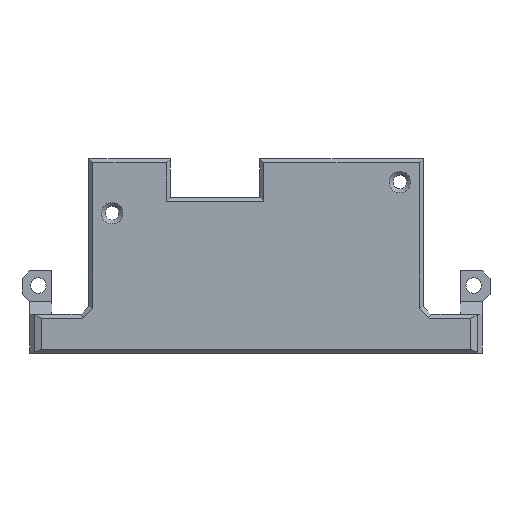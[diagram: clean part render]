
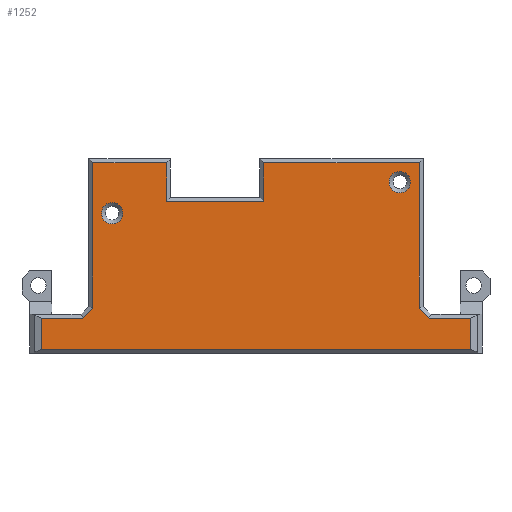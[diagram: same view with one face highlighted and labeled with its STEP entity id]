
A CAD part, top view. The second image highlights one B-rep face of the part: STEP entity #1252.
In plain terms, the highlighted planar face has unit normal (0, 0, 1).
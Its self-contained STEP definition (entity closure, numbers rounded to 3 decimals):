
#21=FACE_BOUND('',#165,.T.);
#22=FACE_BOUND('',#166,.T.);
#31=PLANE('',#1337);
#96=FACE_OUTER_BOUND('',#164,.T.);
#164=EDGE_LOOP('',(#893,#894,#895,#896,#897,#898,#899,#900,#901,#902,#903,
#904,#905,#906));
#165=EDGE_LOOP('',(#907));
#166=EDGE_LOOP('',(#908));
#242=LINE('',#1752,#414);
#243=LINE('',#1754,#415);
#244=LINE('',#1756,#416);
#245=LINE('',#1758,#417);
#246=LINE('',#1760,#418);
#247=LINE('',#1762,#419);
#248=LINE('',#1764,#420);
#249=LINE('',#1766,#421);
#250=LINE('',#1768,#422);
#251=LINE('',#1770,#423);
#252=LINE('',#1772,#424);
#253=LINE('',#1774,#425);
#254=LINE('',#1776,#426);
#255=LINE('',#1777,#427);
#414=VECTOR('',#1424,10.);
#415=VECTOR('',#1425,10.);
#416=VECTOR('',#1426,10.);
#417=VECTOR('',#1427,10.);
#418=VECTOR('',#1428,10.);
#419=VECTOR('',#1429,10.);
#420=VECTOR('',#1430,10.);
#421=VECTOR('',#1431,10.);
#422=VECTOR('',#1432,10.);
#423=VECTOR('',#1433,10.);
#424=VECTOR('',#1434,10.);
#425=VECTOR('',#1435,10.);
#426=VECTOR('',#1436,10.);
#427=VECTOR('',#1437,10.);
#585=CIRCLE('',#1335,2.75);
#587=CIRCLE('',#1338,2.75);
#593=VERTEX_POINT('',#1744);
#595=VERTEX_POINT('',#1750);
#596=VERTEX_POINT('',#1751);
#597=VERTEX_POINT('',#1753);
#598=VERTEX_POINT('',#1755);
#599=VERTEX_POINT('',#1757);
#600=VERTEX_POINT('',#1759);
#601=VERTEX_POINT('',#1761);
#602=VERTEX_POINT('',#1763);
#603=VERTEX_POINT('',#1765);
#604=VERTEX_POINT('',#1767);
#605=VERTEX_POINT('',#1769);
#606=VERTEX_POINT('',#1771);
#607=VERTEX_POINT('',#1773);
#608=VERTEX_POINT('',#1775);
#609=VERTEX_POINT('',#1778);
#709=EDGE_CURVE('',#593,#593,#585,.T.);
#712=EDGE_CURVE('',#595,#596,#242,.T.);
#713=EDGE_CURVE('',#597,#595,#243,.T.);
#714=EDGE_CURVE('',#598,#597,#244,.T.);
#715=EDGE_CURVE('',#599,#598,#245,.T.);
#716=EDGE_CURVE('',#600,#599,#246,.T.);
#717=EDGE_CURVE('',#601,#600,#247,.T.);
#718=EDGE_CURVE('',#602,#601,#248,.T.);
#719=EDGE_CURVE('',#603,#602,#249,.T.);
#720=EDGE_CURVE('',#604,#603,#250,.T.);
#721=EDGE_CURVE('',#605,#604,#251,.T.);
#722=EDGE_CURVE('',#606,#605,#252,.T.);
#723=EDGE_CURVE('',#607,#606,#253,.T.);
#724=EDGE_CURVE('',#608,#607,#254,.T.);
#725=EDGE_CURVE('',#596,#608,#255,.T.);
#726=EDGE_CURVE('',#609,#609,#587,.T.);
#893=ORIENTED_EDGE('',*,*,#712,.F.);
#894=ORIENTED_EDGE('',*,*,#713,.F.);
#895=ORIENTED_EDGE('',*,*,#714,.F.);
#896=ORIENTED_EDGE('',*,*,#715,.F.);
#897=ORIENTED_EDGE('',*,*,#716,.F.);
#898=ORIENTED_EDGE('',*,*,#717,.F.);
#899=ORIENTED_EDGE('',*,*,#718,.F.);
#900=ORIENTED_EDGE('',*,*,#719,.F.);
#901=ORIENTED_EDGE('',*,*,#720,.F.);
#902=ORIENTED_EDGE('',*,*,#721,.F.);
#903=ORIENTED_EDGE('',*,*,#722,.F.);
#904=ORIENTED_EDGE('',*,*,#723,.F.);
#905=ORIENTED_EDGE('',*,*,#724,.F.);
#906=ORIENTED_EDGE('',*,*,#725,.F.);
#907=ORIENTED_EDGE('',*,*,#726,.F.);
#908=ORIENTED_EDGE('',*,*,#709,.F.);
#1252=ADVANCED_FACE('',(#96,#21,#22),#31,.F.);
#1335=AXIS2_PLACEMENT_3D('',#1745,#1417,#1418);
#1337=AXIS2_PLACEMENT_3D('',#1749,#1422,#1423);
#1338=AXIS2_PLACEMENT_3D('',#1779,#1438,#1439);
#1417=DIRECTION('center_axis',(0.,0.,1.));
#1418=DIRECTION('ref_axis',(1.,0.,0.));
#1422=DIRECTION('center_axis',(0.,0.,-1.));
#1423=DIRECTION('ref_axis',(1.,0.,0.));
#1424=DIRECTION('',(-1.,0.,0.));
#1425=DIRECTION('',(0.,-1.,0.));
#1426=DIRECTION('',(1.,0.,0.));
#1427=DIRECTION('',(0.707,-0.707,0.));
#1428=DIRECTION('',(0.,-1.,0.));
#1429=DIRECTION('',(1.,0.,0.));
#1430=DIRECTION('',(0.,1.,0.));
#1431=DIRECTION('',(1.,0.,0.));
#1432=DIRECTION('',(0.,-1.,0.));
#1433=DIRECTION('',(1.,0.,0.));
#1434=DIRECTION('',(0.,1.,0.));
#1435=DIRECTION('',(0.707,0.707,0.));
#1436=DIRECTION('',(1.,0.,0.));
#1437=DIRECTION('',(0.,1.,0.));
#1438=DIRECTION('center_axis',(0.,0.,1.));
#1439=DIRECTION('ref_axis',(1.,0.,0.));
#1744=CARTESIAN_POINT('',(1.25,34.,0.));
#1745=CARTESIAN_POINT('Origin',(4.,34.,0.));
#1749=CARTESIAN_POINT('Origin',(41.,23.,0.));
#1750=CARTESIAN_POINT('',(96.2,-1.,0.));
#1751=CARTESIAN_POINT('',(-14.2,-1.,0.));
#1752=CARTESIAN_POINT('',(62.5,-1.,0.));
#1753=CARTESIAN_POINT('',(96.2,7.,0.));
#1754=CARTESIAN_POINT('',(96.2,15.05,0.));
#1755=CARTESIAN_POINT('',(85.586,7.,0.));
#1756=CARTESIAN_POINT('',(67.25,7.,0.));
#1757=CARTESIAN_POINT('',(83.,9.586,0.));
#1758=CARTESIAN_POINT('',(69.793,22.793,0.));
#1759=CARTESIAN_POINT('',(83.,47.,0.));
#1760=CARTESIAN_POINT('',(83.,35.5,0.));
#1761=CARTESIAN_POINT('',(43.,47.,0.));
#1762=CARTESIAN_POINT('',(19.5,47.,0.));
#1763=CARTESIAN_POINT('',(43.,37.,0.));
#1764=CARTESIAN_POINT('',(43.,30.5,0.));
#1765=CARTESIAN_POINT('',(18.,37.,0.));
#1766=CARTESIAN_POINT('',(30.,37.,0.));
#1767=CARTESIAN_POINT('',(18.,47.,0.));
#1768=CARTESIAN_POINT('',(18.,35.,0.));
#1769=CARTESIAN_POINT('',(-1.,47.,0.));
#1770=CARTESIAN_POINT('',(19.5,47.,0.));
#1771=CARTESIAN_POINT('',(-1.,9.586,0.));
#1772=CARTESIAN_POINT('',(-1.,10.5,0.));
#1773=CARTESIAN_POINT('',(-3.586,7.,0.));
#1774=CARTESIAN_POINT('',(12.207,22.793,0.));
#1775=CARTESIAN_POINT('',(-14.2,7.,0.));
#1776=CARTESIAN_POINT('',(14.75,7.,0.));
#1777=CARTESIAN_POINT('',(-14.2,15.05,0.));
#1778=CARTESIAN_POINT('',(75.25,42.,0.));
#1779=CARTESIAN_POINT('Origin',(78.,42.,0.));
